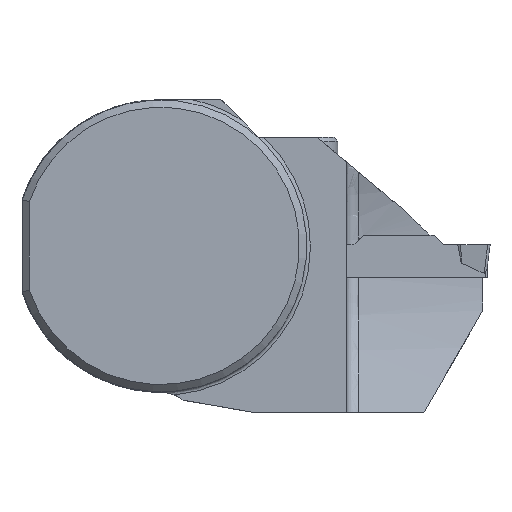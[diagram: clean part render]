
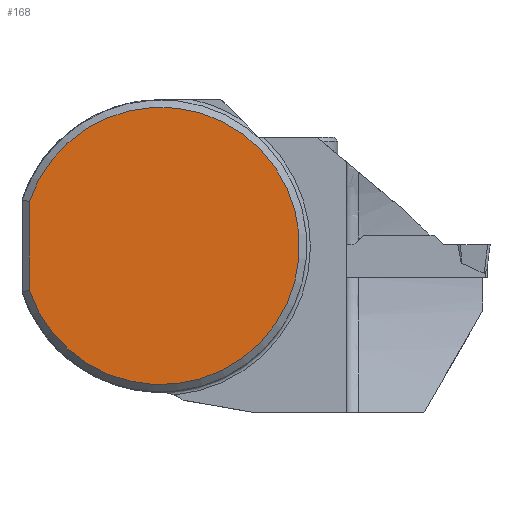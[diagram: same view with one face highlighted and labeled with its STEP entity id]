
A CAD part, top view. The second image highlights one B-rep face of the part: STEP entity #168.
In plain terms, the highlighted planar face has unit normal (0, 0, 1).
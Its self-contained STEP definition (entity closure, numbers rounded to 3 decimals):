
#119=PLANE('',#1634);
#168=ADVANCED_FACE('',(#269),#119,.F.);
#269=FACE_OUTER_BOUND('',#348,.T.);
#348=EDGE_LOOP('',(#739,#740));
#505=LINE('',#2235,#616);
#616=VECTOR('',#1804,1.);
#739=ORIENTED_EDGE('',*,*,#1318,.F.);
#740=ORIENTED_EDGE('',*,*,#1319,.T.);
#1175=VERTEX_POINT('',#2236);
#1176=VERTEX_POINT('',#2237);
#1318=EDGE_CURVE('',#1175,#1176,#505,.T.);
#1319=EDGE_CURVE('',#1175,#1176,#1526,.T.);
#1526=CIRCLE('',#1633,19.);
#1633=AXIS2_PLACEMENT_3D('',#2238,#1805,#1806);
#1634=AXIS2_PLACEMENT_3D('',#2239,#1807,#1808);
#1804=DIRECTION('',(0.,1.,0.));
#1805=DIRECTION('',(0.,0.,1.));
#1806=DIRECTION('',(1.,0.,0.));
#1807=DIRECTION('',(0.,0.,-1.));
#1808=DIRECTION('',(1.,0.,0.));
#2235=CARTESIAN_POINT('',(-18.,0.,0.325));
#2236=CARTESIAN_POINT('',(-18.,-6.083,0.325));
#2237=CARTESIAN_POINT('',(-18.,6.083,0.325));
#2238=CARTESIAN_POINT('',(0.,0.,0.325));
#2239=CARTESIAN_POINT('',(0.,0.,0.325));
